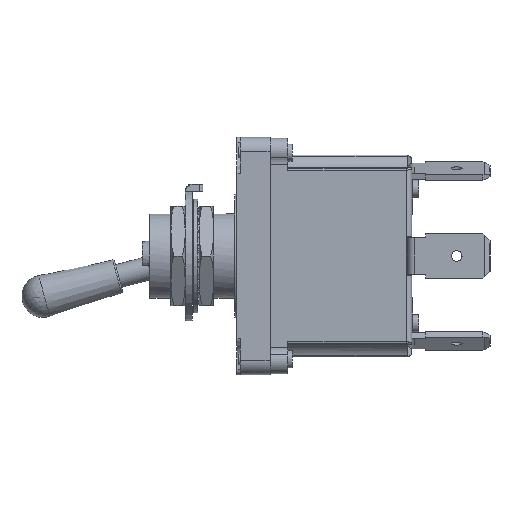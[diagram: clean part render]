
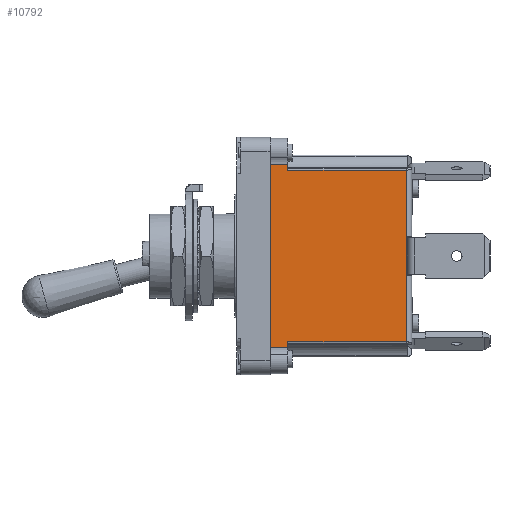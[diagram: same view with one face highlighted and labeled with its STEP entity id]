
A CAD part, left-side view. The second image highlights one B-rep face of the part: STEP entity #10792.
In plain terms, the highlighted planar face has unit normal (-1, 0, 0).
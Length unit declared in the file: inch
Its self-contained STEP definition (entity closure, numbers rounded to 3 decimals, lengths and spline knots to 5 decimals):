
#309=PLANE('',#11588);
#984=FACE_OUTER_BOUND('',#1531,.T.);
#1531=EDGE_LOOP('',(#8333,#8334,#8335,#8336,#8337,#8338,#8339,#8340));
#1864=LINE('',#15745,#2699);
#2324=LINE('',#17356,#3159);
#2336=LINE('',#17588,#3171);
#2337=LINE('',#17591,#3172);
#2338=LINE('',#17593,#3173);
#2339=LINE('',#17596,#3174);
#2340=LINE('',#17600,#3175);
#2341=LINE('',#17603,#3176);
#2699=VECTOR('',#12403,39.37008);
#3159=VECTOR('',#13733,39.37008);
#3171=VECTOR('',#13775,39.37008);
#3172=VECTOR('',#13780,39.37008);
#3173=VECTOR('',#13783,39.37008);
#3174=VECTOR('',#13786,39.37008);
#3175=VECTOR('',#13791,39.37008);
#3176=VECTOR('',#13796,39.37008);
#4228=VERTEX_POINT('',#15742);
#4229=VERTEX_POINT('',#15744);
#4703=VERTEX_POINT('',#17353);
#4704=VERTEX_POINT('',#17355);
#4707=VERTEX_POINT('',#17414);
#4710=VERTEX_POINT('',#17514);
#4717=VERTEX_POINT('',#17595);
#4718=VERTEX_POINT('',#17599);
#5322=EDGE_CURVE('',#4229,#4228,#1864,.T.);
#6004=EDGE_CURVE('',#4704,#4703,#2324,.T.);
#6027=EDGE_CURVE('',#4704,#4707,#2336,.T.);
#6029=EDGE_CURVE('',#4707,#4710,#2337,.T.);
#6030=EDGE_CURVE('',#4710,#4228,#2338,.T.);
#6031=EDGE_CURVE('',#4229,#4717,#2339,.T.);
#6033=EDGE_CURVE('',#4717,#4718,#2340,.T.);
#6035=EDGE_CURVE('',#4718,#4703,#2341,.T.);
#8333=ORIENTED_EDGE('',*,*,#6035,.F.);
#8334=ORIENTED_EDGE('',*,*,#6033,.F.);
#8335=ORIENTED_EDGE('',*,*,#6031,.F.);
#8336=ORIENTED_EDGE('',*,*,#5322,.T.);
#8337=ORIENTED_EDGE('',*,*,#6030,.F.);
#8338=ORIENTED_EDGE('',*,*,#6029,.F.);
#8339=ORIENTED_EDGE('',*,*,#6027,.F.);
#8340=ORIENTED_EDGE('',*,*,#6004,.T.);
#10792=ADVANCED_FACE('',(#984),#309,.F.);
#11588=AXIS2_PLACEMENT_3D('',#17604,#13797,#13798);
#12403=DIRECTION('',(0.,0.,1.));
#13733=DIRECTION('',(0.,0.,1.));
#13775=DIRECTION('',(0.,-1.,0.));
#13780=DIRECTION('',(0.,0.,-1.));
#13783=DIRECTION('',(0.,1.,0.));
#13786=DIRECTION('',(0.,1.,0.));
#13791=DIRECTION('',(0.,0.,1.));
#13796=DIRECTION('',(0.,-1.,0.));
#13797=DIRECTION('center_axis',(1.,0.,0.));
#13798=DIRECTION('ref_axis',(0.,0.,-1.));
#15742=CARTESIAN_POINT('',(-0.42126,0.68898,-0.47756));
#15744=CARTESIAN_POINT('',(-0.42126,0.68898,-0.50863));
#15745=CARTESIAN_POINT('',(-0.42126,0.68898,0.));
#17353=CARTESIAN_POINT('',(-0.42126,0.68898,0.50863));
#17355=CARTESIAN_POINT('',(-0.42126,0.68898,0.47756));
#17356=CARTESIAN_POINT('',(-0.42126,0.68898,0.));
#17414=CARTESIAN_POINT('',(-0.42126,0.02953,0.47756));
#17514=CARTESIAN_POINT('',(-0.42126,0.02953,-0.47756));
#17588=CARTESIAN_POINT('',(-0.42126,0.40846,0.47756));
#17591=CARTESIAN_POINT('',(-0.42126,0.02953,0.));
#17593=CARTESIAN_POINT('',(-0.42126,0.40846,-0.47756));
#17595=CARTESIAN_POINT('',(-0.42126,0.7874,-0.50863));
#17596=CARTESIAN_POINT('',(-0.42126,0.40846,-0.50863));
#17599=CARTESIAN_POINT('',(-0.42126,0.7874,0.50863));
#17600=CARTESIAN_POINT('',(-0.42126,0.7874,0.));
#17603=CARTESIAN_POINT('',(-0.42126,0.40846,0.50863));
#17604=CARTESIAN_POINT('Origin',(-0.42126,0.01437,
0.52897));
